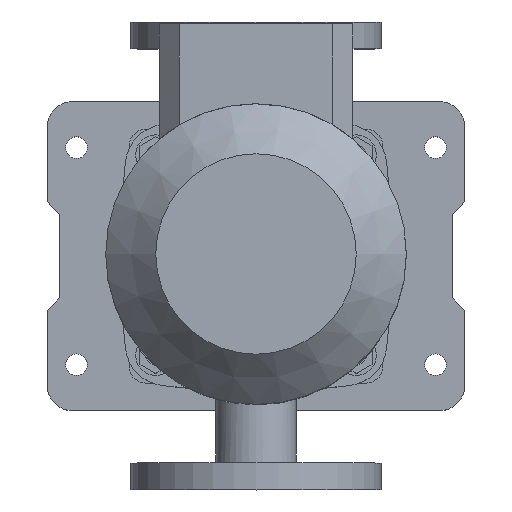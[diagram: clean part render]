
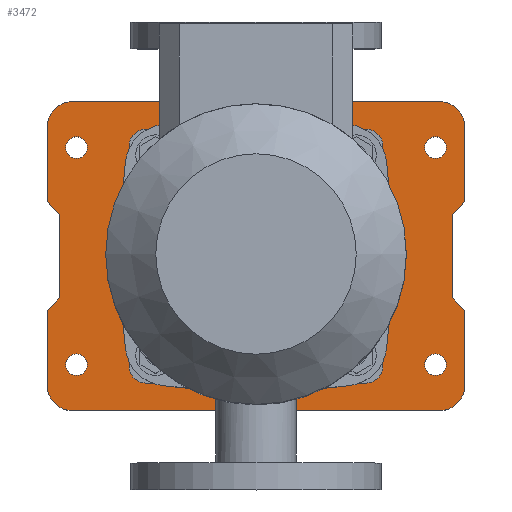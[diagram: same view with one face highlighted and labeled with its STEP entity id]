
A CAD part, top view. The second image highlights one B-rep face of the part: STEP entity #3472.
In plain terms, the highlighted planar face has unit normal (0, 0, 1).
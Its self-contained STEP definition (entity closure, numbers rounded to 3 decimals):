
#214=CIRCLE('',#3821,15.);
#215=CIRCLE('',#3822,15.);
#216=CIRCLE('',#3823,15.);
#217=CIRCLE('',#3824,15.);
#218=CIRCLE('',#3825,6.5);
#219=CIRCLE('',#3826,6.5);
#220=CIRCLE('',#3827,6.5);
#221=CIRCLE('',#3828,6.5);
#222=CIRCLE('',#3829,10.);
#223=CIRCLE('',#3830,10.);
#224=CIRCLE('',#3831,10.);
#225=CIRCLE('',#3832,10.);
#394=ORIENTED_EDGE('',*,*,#1301,.F.);
#395=ORIENTED_EDGE('',*,*,#1277,.T.);
#396=ORIENTED_EDGE('',*,*,#1302,.T.);
#397=ORIENTED_EDGE('',*,*,#1303,.T.);
#398=ORIENTED_EDGE('',*,*,#1304,.T.);
#399=ORIENTED_EDGE('',*,*,#1305,.T.);
#400=ORIENTED_EDGE('',*,*,#1306,.F.);
#401=ORIENTED_EDGE('',*,*,#1307,.F.);
#402=ORIENTED_EDGE('',*,*,#1308,.F.);
#403=ORIENTED_EDGE('',*,*,#1271,.T.);
#404=ORIENTED_EDGE('',*,*,#1309,.T.);
#405=ORIENTED_EDGE('',*,*,#1310,.T.);
#406=ORIENTED_EDGE('',*,*,#1311,.T.);
#407=ORIENTED_EDGE('',*,*,#1312,.T.);
#408=ORIENTED_EDGE('',*,*,#1313,.F.);
#409=ORIENTED_EDGE('',*,*,#1314,.F.);
#410=ORIENTED_EDGE('',*,*,#1315,.F.);
#411=ORIENTED_EDGE('',*,*,#1316,.F.);
#412=ORIENTED_EDGE('',*,*,#1317,.F.);
#413=ORIENTED_EDGE('',*,*,#1318,.F.);
#414=ORIENTED_EDGE('',*,*,#1319,.F.);
#415=ORIENTED_EDGE('',*,*,#1320,.T.);
#416=ORIENTED_EDGE('',*,*,#1321,.F.);
#417=ORIENTED_EDGE('',*,*,#1322,.T.);
#418=ORIENTED_EDGE('',*,*,#1323,.F.);
#419=ORIENTED_EDGE('',*,*,#1324,.T.);
#420=ORIENTED_EDGE('',*,*,#1325,.F.);
#421=ORIENTED_EDGE('',*,*,#1326,.T.);
#1271=EDGE_CURVE('',#1722,#1726,#2062,.T.);
#1277=EDGE_CURVE('',#1728,#1732,#2068,.T.);
#1301=EDGE_CURVE('',#1728,#1753,#2086,.T.);
#1302=EDGE_CURVE('',#1732,#1754,#214,.T.);
#1303=EDGE_CURVE('',#1754,#1755,#2087,.T.);
#1304=EDGE_CURVE('',#1755,#1756,#215,.T.);
#1305=EDGE_CURVE('',#1756,#1757,#2088,.T.);
#1306=EDGE_CURVE('',#1758,#1757,#2089,.T.);
#1307=EDGE_CURVE('',#1759,#1758,#2090,.T.);
#1308=EDGE_CURVE('',#1722,#1759,#2091,.T.);
#1309=EDGE_CURVE('',#1726,#1760,#216,.T.);
#1310=EDGE_CURVE('',#1760,#1761,#2092,.T.);
#1311=EDGE_CURVE('',#1761,#1762,#217,.T.);
#1312=EDGE_CURVE('',#1762,#1763,#2093,.T.);
#1313=EDGE_CURVE('',#1764,#1763,#2094,.T.);
#1314=EDGE_CURVE('',#1753,#1764,#2095,.T.);
#1315=EDGE_CURVE('',#1765,#1765,#218,.T.);
#1316=EDGE_CURVE('',#1766,#1766,#219,.T.);
#1317=EDGE_CURVE('',#1767,#1767,#220,.T.);
#1318=EDGE_CURVE('',#1768,#1768,#221,.T.);
#1319=EDGE_CURVE('',#1769,#1770,#2096,.T.);
#1320=EDGE_CURVE('',#1769,#1771,#222,.F.);
#1321=EDGE_CURVE('',#1772,#1771,#2097,.T.);
#1322=EDGE_CURVE('',#1772,#1773,#223,.F.);
#1323=EDGE_CURVE('',#1774,#1773,#2098,.T.);
#1324=EDGE_CURVE('',#1774,#1775,#224,.F.);
#1325=EDGE_CURVE('',#1776,#1775,#2099,.T.);
#1326=EDGE_CURVE('',#1776,#1770,#225,.F.);
#1722=VERTEX_POINT('',#5277);
#1726=VERTEX_POINT('',#5285);
#1728=VERTEX_POINT('',#5290);
#1732=VERTEX_POINT('',#5298);
#1753=VERTEX_POINT('',#5350);
#1754=VERTEX_POINT('',#5352);
#1755=VERTEX_POINT('',#5354);
#1756=VERTEX_POINT('',#5356);
#1757=VERTEX_POINT('',#5358);
#1758=VERTEX_POINT('',#5360);
#1759=VERTEX_POINT('',#5362);
#1760=VERTEX_POINT('',#5365);
#1761=VERTEX_POINT('',#5367);
#1762=VERTEX_POINT('',#5369);
#1763=VERTEX_POINT('',#5371);
#1764=VERTEX_POINT('',#5373);
#1765=VERTEX_POINT('',#5376);
#1766=VERTEX_POINT('',#5378);
#1767=VERTEX_POINT('',#5380);
#1768=VERTEX_POINT('',#5382);
#1769=VERTEX_POINT('',#5384);
#1770=VERTEX_POINT('',#5385);
#1771=VERTEX_POINT('',#5387);
#1772=VERTEX_POINT('',#5389);
#1773=VERTEX_POINT('',#5391);
#1774=VERTEX_POINT('',#5393);
#1775=VERTEX_POINT('',#5395);
#1776=VERTEX_POINT('',#5397);
#2062=LINE('',#5286,#2362);
#2068=LINE('',#5299,#2368);
#2086=LINE('',#5349,#2386);
#2087=LINE('',#5353,#2387);
#2088=LINE('',#5357,#2388);
#2089=LINE('',#5359,#2389);
#2090=LINE('',#5361,#2390);
#2091=LINE('',#5363,#2391);
#2092=LINE('',#5366,#2392);
#2093=LINE('',#5370,#2393);
#2094=LINE('',#5372,#2394);
#2095=LINE('',#5374,#2395);
#2096=LINE('',#5383,#2396);
#2097=LINE('',#5388,#2397);
#2098=LINE('',#5392,#2398);
#2099=LINE('',#5396,#2399);
#2362=VECTOR('',#4204,1000.);
#2368=VECTOR('',#4212,1000.);
#2386=VECTOR('',#4254,1000.);
#2387=VECTOR('',#4257,1000.);
#2388=VECTOR('',#4260,1000.);
#2389=VECTOR('',#4261,1000.);
#2390=VECTOR('',#4262,1000.);
#2391=VECTOR('',#4263,1000.);
#2392=VECTOR('',#4266,1000.);
#2393=VECTOR('',#4269,1000.);
#2394=VECTOR('',#4270,1000.);
#2395=VECTOR('',#4271,1000.);
#2396=VECTOR('',#4280,1000.);
#2397=VECTOR('',#4283,1000.);
#2398=VECTOR('',#4286,1000.);
#2399=VECTOR('',#4289,1000.);
#2667=EDGE_LOOP('',(#394,#395,#396,#397,#398,#399,#400,#401,#402,#403,#404,
#405,#406,#407,#408,#409));
#2668=EDGE_LOOP('',(#410));
#2669=EDGE_LOOP('',(#411));
#2670=EDGE_LOOP('',(#412));
#2671=EDGE_LOOP('',(#413));
#2672=EDGE_LOOP('',(#414,#415,#416,#417,#418,#419,#420,#421));
#3002=FACE_BOUND('',#2667,.T.);
#3003=FACE_BOUND('',#2668,.T.);
#3004=FACE_BOUND('',#2669,.T.);
#3005=FACE_BOUND('',#2670,.T.);
#3006=FACE_BOUND('',#2671,.T.);
#3007=FACE_BOUND('',#2672,.T.);
#3334=PLANE('',#3820);
#3472=ADVANCED_FACE('',(#3002,#3003,#3004,#3005,#3006,#3007),#3334,.T.);
#3820=AXIS2_PLACEMENT_3D('',#5348,#4252,#4253);
#3821=AXIS2_PLACEMENT_3D('',#5351,#4255,#4256);
#3822=AXIS2_PLACEMENT_3D('',#5355,#4258,#4259);
#3823=AXIS2_PLACEMENT_3D('',#5364,#4264,#4265);
#3824=AXIS2_PLACEMENT_3D('',#5368,#4267,#4268);
#3825=AXIS2_PLACEMENT_3D('',#5375,#4272,#4273);
#3826=AXIS2_PLACEMENT_3D('',#5377,#4274,#4275);
#3827=AXIS2_PLACEMENT_3D('',#5379,#4276,#4277);
#3828=AXIS2_PLACEMENT_3D('',#5381,#4278,#4279);
#3829=AXIS2_PLACEMENT_3D('',#5386,#4281,#4282);
#3830=AXIS2_PLACEMENT_3D('',#5390,#4284,#4285);
#3831=AXIS2_PLACEMENT_3D('',#5394,#4287,#4288);
#3832=AXIS2_PLACEMENT_3D('',#5398,#4290,#4291);
#4204=DIRECTION('',(0.,-1.,0.));
#4212=DIRECTION('',(0.,1.,0.));
#4252=DIRECTION('',(0.,0.,1.));
#4253=DIRECTION('',(1.,0.,0.));
#4254=DIRECTION('',(-0.707,-0.707,0.));
#4255=DIRECTION('',(0.,0.,1.));
#4256=DIRECTION('',(1.,0.,0.));
#4257=DIRECTION('',(-1.,0.,0.));
#4258=DIRECTION('',(0.,0.,1.));
#4259=DIRECTION('',(1.,0.,0.));
#4260=DIRECTION('',(0.,-1.,0.));
#4261=DIRECTION('',(-0.707,0.707,0.));
#4262=DIRECTION('',(0.,1.,0.));
#4263=DIRECTION('',(0.707,0.707,0.));
#4264=DIRECTION('',(0.,0.,1.));
#4265=DIRECTION('',(1.,0.,0.));
#4266=DIRECTION('',(1.,0.,0.));
#4267=DIRECTION('',(0.,0.,1.));
#4268=DIRECTION('',(1.,0.,0.));
#4269=DIRECTION('',(0.,1.,0.));
#4270=DIRECTION('',(0.707,-0.707,0.));
#4271=DIRECTION('',(0.,-1.,0.));
#4272=DIRECTION('',(0.,0.,1.));
#4273=DIRECTION('',(1.,0.,0.));
#4274=DIRECTION('',(0.,0.,1.));
#4275=DIRECTION('',(1.,0.,0.));
#4276=DIRECTION('',(0.,0.,1.));
#4277=DIRECTION('',(1.,0.,0.));
#4278=DIRECTION('',(0.,0.,1.));
#4279=DIRECTION('',(1.,0.,0.));
#4280=DIRECTION('',(1.,0.,0.));
#4281=DIRECTION('',(0.,0.,1.));
#4282=DIRECTION('',(1.,0.,0.));
#4283=DIRECTION('',(0.,-1.,0.));
#4284=DIRECTION('',(0.,0.,1.));
#4285=DIRECTION('',(1.,0.,0.));
#4286=DIRECTION('',(-1.,0.,0.));
#4287=DIRECTION('',(0.,0.,1.));
#4288=DIRECTION('',(1.,0.,0.));
#4289=DIRECTION('',(0.,1.,0.));
#4290=DIRECTION('',(0.,0.,1.));
#4291=DIRECTION('',(1.,0.,0.));
#5277=CARTESIAN_POINT('',(-125.,-32.5,0.));
#5285=CARTESIAN_POINT('',(-125.,-77.5,0.));
#5286=CARTESIAN_POINT('',(-125.,92.5,0.));
#5290=CARTESIAN_POINT('',(125.,32.5,0.));
#5298=CARTESIAN_POINT('',(125.,77.5,0.));
#5299=CARTESIAN_POINT('',(125.,-92.5,0.));
#5348=CARTESIAN_POINT('',(0.,0.,0.));
#5349=CARTESIAN_POINT('',(46.25,-46.25,0.));
#5350=CARTESIAN_POINT('',(117.5,25.,0.));
#5351=CARTESIAN_POINT('',(110.,77.5,0.));
#5352=CARTESIAN_POINT('',(110.,92.5,0.));
#5353=CARTESIAN_POINT('',(125.,92.5,0.));
#5354=CARTESIAN_POINT('',(-110.,92.5,0.));
#5355=CARTESIAN_POINT('',(-110.,77.5,0.));
#5356=CARTESIAN_POINT('',(-125.,77.5,0.));
#5357=CARTESIAN_POINT('',(-125.,92.5,0.));
#5358=CARTESIAN_POINT('',(-125.,32.5,0.));
#5359=CARTESIAN_POINT('',(-46.25,-46.25,0.));
#5360=CARTESIAN_POINT('',(-117.5,25.,0.));
#5361=CARTESIAN_POINT('',(-117.5,0.,0.));
#5362=CARTESIAN_POINT('',(-117.5,-25.,0.));
#5363=CARTESIAN_POINT('',(-46.25,46.25,0.));
#5364=CARTESIAN_POINT('',(-110.,-77.5,0.));
#5365=CARTESIAN_POINT('',(-110.,-92.5,0.));
#5366=CARTESIAN_POINT('',(-125.,-92.5,0.));
#5367=CARTESIAN_POINT('',(110.,-92.5,0.));
#5368=CARTESIAN_POINT('',(110.,-77.5,0.));
#5369=CARTESIAN_POINT('',(125.,-77.5,0.));
#5370=CARTESIAN_POINT('',(125.,-92.5,0.));
#5371=CARTESIAN_POINT('',(125.,-32.5,0.));
#5372=CARTESIAN_POINT('',(46.25,46.25,0.));
#5373=CARTESIAN_POINT('',(117.5,-25.,0.));
#5374=CARTESIAN_POINT('',(117.5,0.,0.));
#5375=CARTESIAN_POINT('',(-107.5,-65.,0.));
#5376=CARTESIAN_POINT('',(-101.,-65.,0.));
#5377=CARTESIAN_POINT('',(107.5,-65.,0.));
#5378=CARTESIAN_POINT('',(114.,-65.,0.));
#5379=CARTESIAN_POINT('',(107.5,65.,0.));
#5380=CARTESIAN_POINT('',(114.,65.,0.));
#5381=CARTESIAN_POINT('',(-107.5,65.,0.));
#5382=CARTESIAN_POINT('',(-101.,65.,0.));
#5383=CARTESIAN_POINT('',(-76.,-76.,0.));
#5384=CARTESIAN_POINT('',(-66.,-76.,0.));
#5385=CARTESIAN_POINT('',(66.,-76.,0.));
#5386=CARTESIAN_POINT('',(-66.,-66.,0.));
#5387=CARTESIAN_POINT('',(-76.,-66.,0.));
#5388=CARTESIAN_POINT('',(-76.,76.,0.));
#5389=CARTESIAN_POINT('',(-76.,66.,0.));
#5390=CARTESIAN_POINT('',(-66.,66.,0.));
#5391=CARTESIAN_POINT('',(-66.,76.,0.));
#5392=CARTESIAN_POINT('',(76.,76.,0.));
#5393=CARTESIAN_POINT('',(66.,76.,0.));
#5394=CARTESIAN_POINT('',(66.,66.,0.));
#5395=CARTESIAN_POINT('',(76.,66.,0.));
#5396=CARTESIAN_POINT('',(76.,-76.,0.));
#5397=CARTESIAN_POINT('',(76.,-66.,0.));
#5398=CARTESIAN_POINT('',(66.,-66.,0.));
